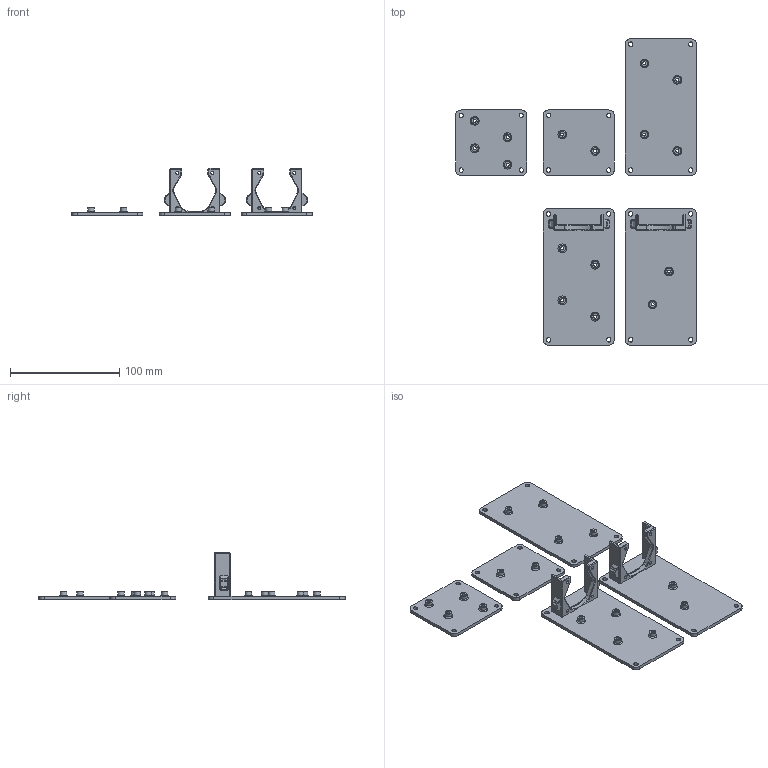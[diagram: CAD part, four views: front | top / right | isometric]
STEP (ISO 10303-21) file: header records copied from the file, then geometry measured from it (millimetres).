
FILE_DESCRIPTION(/* description */ (''),/* implementation_level */ '2;1');
FILE_NAME(/* name */ 'Lower Bay Tray - Generic LM2596.step',/* time_stamp */ '2022-11-01T08:57:52-05:00',/* author */ (''),/* organization */ (''),/* preprocessor_version */ 'ST-DEVELOPER v19.2',/* originating_system */ 'Autodesk Translation Framework v11.17.0.187',/* authorisation */ '');
FILE_SCHEMA (('AUTOMOTIVE_DESIGN { 1 0 10303 214 3 1 1 }'));
Length unit declared in the file: millimetre
Products named in the file (6): Basic LM2596; Half Single Tray; Full Dual Tray; Full Single with Fan; Full Dual with Fan; Half Dual Tray
Assembly tree (5 placements, depth 2):
  Basic LM2596
    Half Single Tray
    Full Dual Tray
    Full Single with Fan
    Full Dual with Fan
    Half Dual Tray
Bounding box: 220 x 280 x 43 mm (x, y, z)
Volume: 108180 mm3; surface area: 79108.5 mm2
Topology: 5 solids, 5 shells, 434 faces, 1092 edges, 690 vertices
Faces by surface type: plane 236, cylinder 126, cone 40, torus 16, bspline 16
Full cylindrical faces by diameter (mm): 2.8 x24, 6 x16
Entity records: 15590 total; most frequent: CARTESIAN_POINT 4677, DIRECTION 2246, ORIENTED_EDGE 2184, EDGE_CURVE 1092, AXIS2_PLACEMENT_3D 773, LINE 700, VECTOR 700, VERTEX_POINT 690
